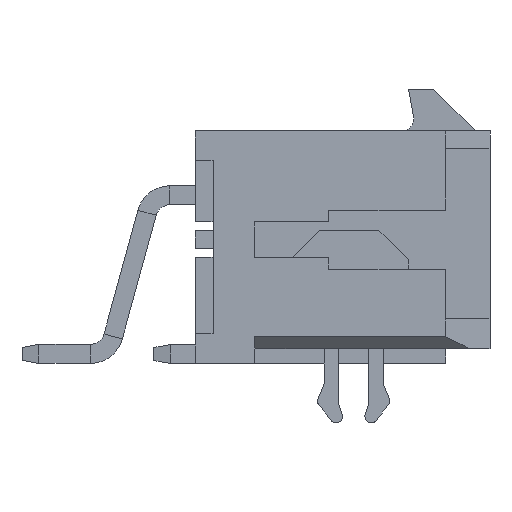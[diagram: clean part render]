
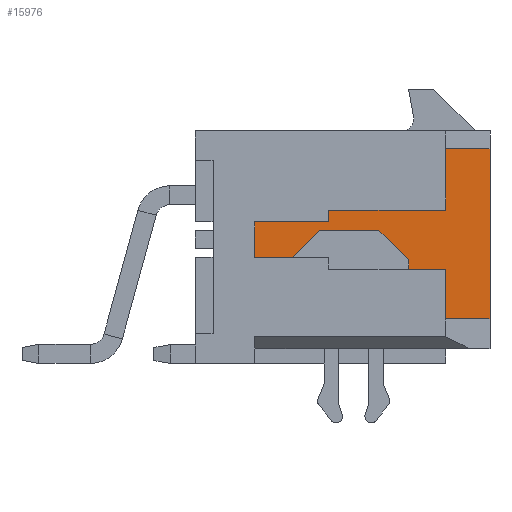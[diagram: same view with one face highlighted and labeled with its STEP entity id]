
A CAD part, left-side view. The second image highlights one B-rep face of the part: STEP entity #15976.
In plain terms, the highlighted planar face has unit normal (-1, 0, 0).
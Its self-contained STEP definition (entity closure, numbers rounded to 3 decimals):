
#496 = CARTESIAN_POINT ( 'NONE',  ( -1.825, -7.42, 6.75 ) ) ;
#1223 = DIRECTION ( 'NONE',  ( 0., 0., -1. ) ) ;
#2693 = DIRECTION ( 'NONE',  ( 0., -1., 0. ) ) ;
#3149 = CARTESIAN_POINT ( 'NONE',  ( -1.825, -0.47, 6.75 ) ) ;
#3187 = VECTOR ( 'NONE', #5941, 1000. ) ;
#3242 = VERTEX_POINT ( 'NONE', #14559 ) ;
#3496 = CARTESIAN_POINT ( 'NONE',  ( -1.825, -7.42, 2.675 ) ) ;
#4220 = LINE ( 'NONE', #18821, #24610 ) ;
#4580 = ORIENTED_EDGE ( 'NONE', *, *, #9370, .T. ) ;
#4857 = DIRECTION ( 'NONE',  ( 0., -1., 0. ) ) ;
#5384 = EDGE_CURVE ( 'NONE', #9586, #21047, #15354, .T. ) ;
#5417 = CARTESIAN_POINT ( 'NONE',  ( -1.825, -3.47, 2.675 ) ) ;
#5813 = CARTESIAN_POINT ( 'NONE',  ( -1.825, -7.42, 4.675 ) ) ;
#5941 = DIRECTION ( 'NONE',  ( 0., 1., 0. ) ) ;
#6337 = FACE_OUTER_BOUND ( 'NONE', #24870, .T. ) ;
#6775 = VERTEX_POINT ( 'NONE', #18133 ) ;
#7367 = DIRECTION ( 'NONE',  ( 0., 0., 1. ) ) ;
#7701 = ORIENTED_EDGE ( 'NONE', *, *, #18682, .F. ) ;
#7819 = EDGE_CURVE ( 'NONE', #3242, #17420, #24251, .T. ) ;
#8108 = VECTOR ( 'NONE', #29197, 1000. ) ;
#8294 = CARTESIAN_POINT ( 'NONE',  ( -1.825, -3.47, 3.075 ) ) ;
#8583 = VERTEX_POINT ( 'NONE', #19189 ) ;
#8860 = CARTESIAN_POINT ( 'NONE',  ( -1.825, -7.42, 6.75 ) ) ;
#9219 = CARTESIAN_POINT ( 'NONE',  ( -1.825, -3.47, 4.675 ) ) ;
#9370 = EDGE_CURVE ( 'NONE', #25557, #16469, #21272, .T. ) ;
#9586 = VERTEX_POINT ( 'NONE', #26538 ) ;
#9976 = ORIENTED_EDGE ( 'NONE', *, *, #28654, .T. ) ;
#10019 = CARTESIAN_POINT ( 'NONE',  ( -1.825, -7.42, 6.75 ) ) ;
#10203 = LINE ( 'NONE', #5417, #8108 ) ;
#10824 = VECTOR ( 'NONE', #13717, 1000. ) ;
#10992 = DIRECTION ( 'NONE',  ( 0., 0., -1. ) ) ;
#11841 = VERTEX_POINT ( 'NONE', #3496 ) ;
#11942 = EDGE_CURVE ( 'NONE', #3242, #11841, #4220, .T. ) ;
#12912 = CARTESIAN_POINT ( 'NONE',  ( -1.825, -8.92, 6.75 ) ) ;
#13013 = ORIENTED_EDGE ( 'NONE', *, *, #7819, .T. ) ;
#13143 = LINE ( 'NONE', #29171, #24783 ) ;
#13717 = DIRECTION ( 'NONE',  ( 0., 0., 1. ) ) ;
#14298 = CARTESIAN_POINT ( 'NONE',  ( -1.825, -8.92, 1. ) ) ;
#14559 = CARTESIAN_POINT ( 'NONE',  ( -1.825, -7.42, 1. ) ) ;
#14588 = ORIENTED_EDGE ( 'NONE', *, *, #5384, .F. ) ;
#14792 = EDGE_CURVE ( 'NONE', #30639, #30104, #10203, .T. ) ;
#15353 = ORIENTED_EDGE ( 'NONE', *, *, #23546, .T. ) ;
#15354 = LINE ( 'NONE', #3149, #10824 ) ;
#15378 = LINE ( 'NONE', #10019, #18587 ) ;
#15563 = CARTESIAN_POINT ( 'NONE',  ( -1.825, -3.47, 4.275 ) ) ;
#15620 = CARTESIAN_POINT ( 'NONE',  ( -1.825, -3.47, 4.675 ) ) ;
#15976 = ADVANCED_FACE ( 'NONE', ( #6337 ), #18685, .F. ) ;
#16078 = LINE ( 'NONE', #20837, #3187 ) ;
#16261 = AXIS2_PLACEMENT_3D ( 'NONE', #8860, #25436, #1223 ) ;
#16469 = VERTEX_POINT ( 'NONE', #15620 ) ;
#17358 = LINE ( 'NONE', #496, #21134 ) ;
#17420 = VERTEX_POINT ( 'NONE', #14298 ) ;
#17830 = DIRECTION ( 'NONE',  ( 0., 0., 1. ) ) ;
#17942 = CARTESIAN_POINT ( 'NONE',  ( -1.825, -8.92, 6.75 ) ) ;
#17948 = EDGE_CURVE ( 'NONE', #9586, #30639, #25917, .T. ) ;
#18133 = CARTESIAN_POINT ( 'NONE',  ( -1.825, -3.47, 4.275 ) ) ;
#18587 = VECTOR ( 'NONE', #2693, 1000. ) ;
#18682 = EDGE_CURVE ( 'NONE', #8583, #30917, #15378, .T. ) ;
#18685 = PLANE ( 'NONE',  #16261 ) ;
#18821 = CARTESIAN_POINT ( 'NONE',  ( -1.825, -7.42, 6.75 ) ) ;
#19189 = CARTESIAN_POINT ( 'NONE',  ( -1.825, -7.42, 6.75 ) ) ;
#19237 = VECTOR ( 'NONE', #4857, 1000. ) ;
#20442 = ORIENTED_EDGE ( 'NONE', *, *, #17948, .T. ) ;
#20785 = EDGE_CURVE ( 'NONE', #16469, #6775, #25628, .T. ) ;
#20837 = CARTESIAN_POINT ( 'NONE',  ( -1.825, -0.97, 4.275 ) ) ;
#21047 = VERTEX_POINT ( 'NONE', #29290 ) ;
#21134 = VECTOR ( 'NONE', #7367, 1000. ) ;
#21272 = LINE ( 'NONE', #9219, #28179 ) ;
#21383 = CARTESIAN_POINT ( 'NONE',  ( -1.825, -7.42, 1. ) ) ;
#21420 = ORIENTED_EDGE ( 'NONE', *, *, #20785, .T. ) ;
#21679 = CARTESIAN_POINT ( 'NONE',  ( -1.825, -3.47, 2.675 ) ) ;
#22127 = DIRECTION ( 'NONE',  ( 0., -1., 0. ) ) ;
#22647 = DIRECTION ( 'NONE',  ( 0., -1., 0. ) ) ;
#23546 = EDGE_CURVE ( 'NONE', #17420, #30917, #25024, .T. ) ;
#23615 = DIRECTION ( 'NONE',  ( 0., 0., 1. ) ) ;
#24251 = LINE ( 'NONE', #21383, #19237 ) ;
#24403 = EDGE_CURVE ( 'NONE', #25557, #8583, #17358, .T. ) ;
#24610 = VECTOR ( 'NONE', #23615, 1000. ) ;
#24783 = VECTOR ( 'NONE', #22647, 1000. ) ;
#24870 = EDGE_LOOP ( 'NONE', ( #14588, #20442, #27203, #31180, #24907, #13013, #15353, #7701, #25945, #4580, #21420, #9976 ) ) ;
#24907 = ORIENTED_EDGE ( 'NONE', *, *, #11942, .F. ) ;
#25024 = LINE ( 'NONE', #12912, #27335 ) ;
#25298 = EDGE_CURVE ( 'NONE', #30104, #11841, #13143, .T. ) ;
#25436 = DIRECTION ( 'NONE',  ( 1., 0., 0. ) ) ;
#25557 = VERTEX_POINT ( 'NONE', #5813 ) ;
#25628 = LINE ( 'NONE', #15563, #31230 ) ;
#25917 = LINE ( 'NONE', #28478, #26186 ) ;
#25945 = ORIENTED_EDGE ( 'NONE', *, *, #24403, .F. ) ;
#26186 = VECTOR ( 'NONE', #22127, 1000. ) ;
#26538 = CARTESIAN_POINT ( 'NONE',  ( -1.825, -0.47, 3.075 ) ) ;
#27203 = ORIENTED_EDGE ( 'NONE', *, *, #14792, .T. ) ;
#27335 = VECTOR ( 'NONE', #17830, 1000. ) ;
#28179 = VECTOR ( 'NONE', #31053, 1000. ) ;
#28478 = CARTESIAN_POINT ( 'NONE',  ( -1.825, -0.97, 3.075 ) ) ;
#28654 = EDGE_CURVE ( 'NONE', #6775, #21047, #16078, .T. ) ;
#29171 = CARTESIAN_POINT ( 'NONE',  ( -1.825, -3.47, 2.675 ) ) ;
#29197 = DIRECTION ( 'NONE',  ( 0., 0., -1. ) ) ;
#29290 = CARTESIAN_POINT ( 'NONE',  ( -1.825, -0.47, 4.275 ) ) ;
#30104 = VERTEX_POINT ( 'NONE', #21679 ) ;
#30639 = VERTEX_POINT ( 'NONE', #8294 ) ;
#30917 = VERTEX_POINT ( 'NONE', #17942 ) ;
#31053 = DIRECTION ( 'NONE',  ( 0., 1., 0. ) ) ;
#31180 = ORIENTED_EDGE ( 'NONE', *, *, #25298, .T. ) ;
#31230 = VECTOR ( 'NONE', #10992, 1000. ) ;
